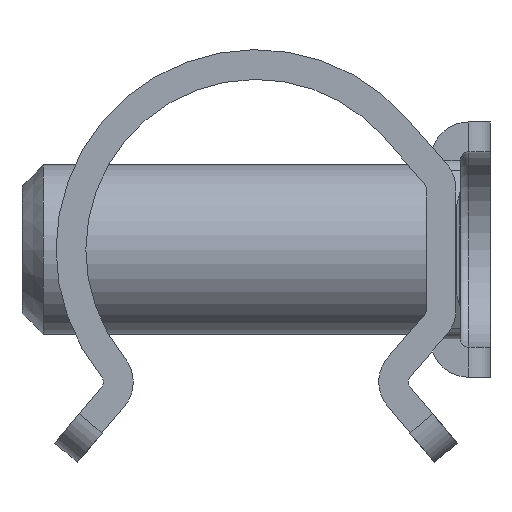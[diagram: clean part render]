
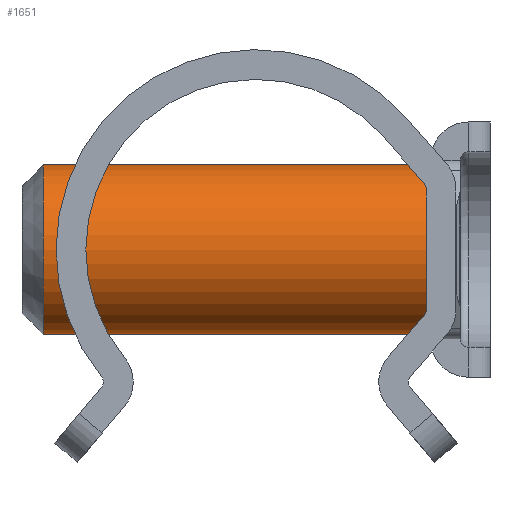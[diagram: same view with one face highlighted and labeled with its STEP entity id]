
A CAD part, front view. The second image highlights one B-rep face of the part: STEP entity #1651.
In plain terms, the highlighted cylindrical face has radius 2 mm (diameter 4 mm), a full revolution.
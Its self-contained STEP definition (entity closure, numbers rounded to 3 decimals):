
#18 = AXIS2_PLACEMENT_3D ( 'NONE', #861, #1187, #1198 ) ;
#29 = CARTESIAN_POINT ( 'NONE',  ( -5., -2., 0. ) ) ;
#65 = EDGE_LOOP ( 'NONE', ( #430 ) ) ;
#282 = CARTESIAN_POINT ( 'NONE',  ( -5.5, 0., 0. ) ) ;
#411 = EDGE_CURVE ( 'NONE', #1968, #1968, #478, .T. ) ;
#427 = CYLINDRICAL_SURFACE ( 'NONE', #1951, 2. ) ;
#430 = ORIENTED_EDGE ( 'NONE', *, *, #1399, .F. ) ;
#462 = DIRECTION ( 'NONE',  ( -1., 0., 0. ) ) ;
#473 = CARTESIAN_POINT ( 'NONE',  ( -5., 0., 0. ) ) ;
#478 = CIRCLE ( 'NONE', #18, 2. ) ;
#825 = VERTEX_POINT ( 'NONE', #29 ) ;
#861 = CARTESIAN_POINT ( 'NONE',  ( 4.1, 0., 0. ) ) ;
#915 = DIRECTION ( 'NONE',  ( 0., -1., 0. ) ) ;
#1072 = FACE_OUTER_BOUND ( 'NONE', #1796, .T. ) ;
#1187 = DIRECTION ( 'NONE',  ( 1., 0., 0. ) ) ;
#1191 = AXIS2_PLACEMENT_3D ( 'NONE', #473, #462, #2051 ) ;
#1198 = DIRECTION ( 'NONE',  ( 0., 1., 0. ) ) ;
#1365 = FACE_OUTER_BOUND ( 'NONE', #65, .T. ) ;
#1399 = EDGE_CURVE ( 'NONE', #825, #825, #1812, .T. ) ;
#1651 = ADVANCED_FACE ( 'NONE', ( #1365, #1072 ), #427, .T. ) ;
#1779 = ORIENTED_EDGE ( 'NONE', *, *, #411, .F. ) ;
#1796 = EDGE_LOOP ( 'NONE', ( #1779 ) ) ;
#1812 = CIRCLE ( 'NONE', #1191, 2. ) ;
#1951 = AXIS2_PLACEMENT_3D ( 'NONE', #282, #2018, #915 ) ;
#1968 = VERTEX_POINT ( 'NONE', #1976 ) ;
#1976 = CARTESIAN_POINT ( 'NONE',  ( 4.1, 2., 0. ) ) ;
#2018 = DIRECTION ( 'NONE',  ( -1., 0., 0. ) ) ;
#2051 = DIRECTION ( 'NONE',  ( 0., -1., 0. ) ) ;
